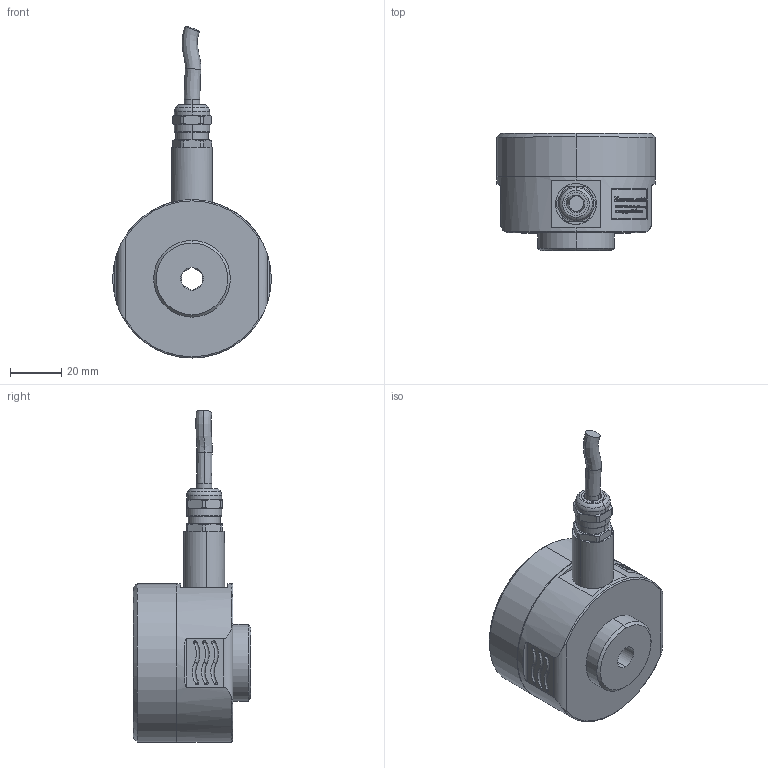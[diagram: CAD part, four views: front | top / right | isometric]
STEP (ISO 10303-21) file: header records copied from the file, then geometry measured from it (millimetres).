
FILE_DESCRIPTION((''),'2;1');
FILE_NAME('CAD-8141','2022-01-17T10:27:16',('creinig-se'),(''),'CREO PARAMETRIC BY PTC INC, 2019292','CREO PARAMETRIC BY PTC INC, 2019292','');
FILE_SCHEMA(('CONFIG_CONTROL_DESIGN','SHAPE_APPEARANCE_LAYERS_GROUPS'));
Length unit declared in the file: millimetre
Products named in the file (1): CAD-8141
Bounding box: 62 x 46 x 129.97 mm (x, y, z)
Volume: 123603.2 mm3; surface area: 18418.8 mm2
Topology: 1 solids, 1 shells, 264 faces, 1293 edges, 1117 vertices
Faces by surface type: cylinder 131, plane 64, torus 26, cone 24, sphere 15, bspline 4
Entity records: 20720 total; most frequent: CARTESIAN_POINT 6068, ORIENTED_EDGE 2558, DIRECTION 1721, PRESENTATION_STYLE_ASSIGNMENT 1343, STYLED_ITEM 1280, CURVE_STYLE 1279, EDGE_CURVE 1279, VERTEX_POINT 1116
